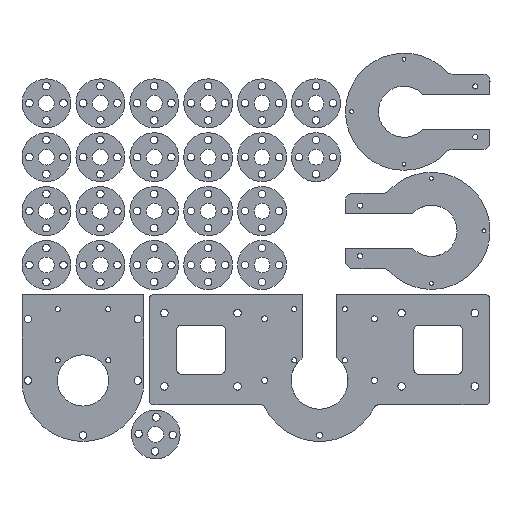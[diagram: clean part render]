
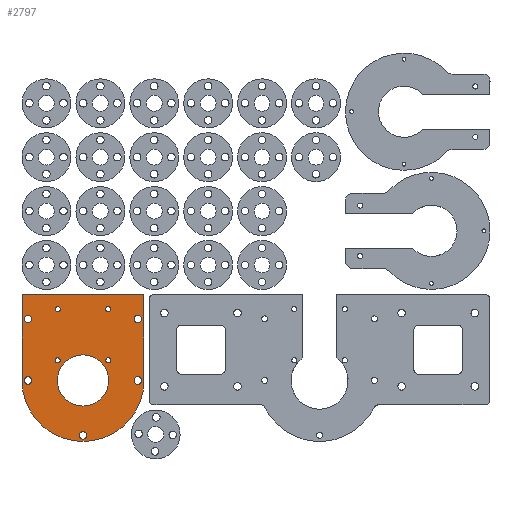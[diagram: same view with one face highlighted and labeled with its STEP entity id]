
A CAD part, front view. The second image highlights one B-rep face of the part: STEP entity #2797.
In plain terms, the highlighted planar face has unit normal (0, -1, 0).
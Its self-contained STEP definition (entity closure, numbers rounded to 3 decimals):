
#199=FACE_BOUND('',#569,.T.);
#200=FACE_BOUND('',#570,.T.);
#201=FACE_BOUND('',#571,.T.);
#202=FACE_BOUND('',#572,.T.);
#203=FACE_BOUND('',#573,.T.);
#204=FACE_BOUND('',#574,.T.);
#205=FACE_BOUND('',#575,.T.);
#206=FACE_BOUND('',#576,.T.);
#207=FACE_BOUND('',#577,.T.);
#208=FACE_BOUND('',#578,.T.);
#283=PLANE('',#3188);
#382=FACE_OUTER_BOUND('',#568,.T.);
#568=EDGE_LOOP('',(#2212,#2213,#2214,#2215));
#569=EDGE_LOOP('',(#2216));
#570=EDGE_LOOP('',(#2217));
#571=EDGE_LOOP('',(#2218));
#572=EDGE_LOOP('',(#2219));
#573=EDGE_LOOP('',(#2220));
#574=EDGE_LOOP('',(#2221));
#575=EDGE_LOOP('',(#2222));
#576=EDGE_LOOP('',(#2223));
#577=EDGE_LOOP('',(#2224));
#578=EDGE_LOOP('',(#2225));
#773=LINE('',#4619,#975);
#778=LINE('',#4633,#980);
#781=LINE('',#4638,#983);
#975=VECTOR('',#3771,10.);
#980=VECTOR('',#3784,10.);
#983=VECTOR('',#3789,10.);
#1159=CIRCLE('',#3137,1.55);
#1161=CIRCLE('',#3140,1.55);
#1163=CIRCLE('',#3143,1.55);
#1165=CIRCLE('',#3146,1.55);
#1167=CIRCLE('',#3149,1.55);
#1171=CIRCLE('',#3156,1.05);
#1175=CIRCLE('',#3163,1.05);
#1179=CIRCLE('',#3170,1.05);
#1183=CIRCLE('',#3177,1.05);
#1185=CIRCLE('',#3180,10.5);
#1186=CIRCLE('',#3183,25.);
#1351=VERTEX_POINT('',#4531);
#1353=VERTEX_POINT('',#4537);
#1355=VERTEX_POINT('',#4543);
#1357=VERTEX_POINT('',#4549);
#1359=VERTEX_POINT('',#4555);
#1363=VERTEX_POINT('',#4568);
#1367=VERTEX_POINT('',#4581);
#1371=VERTEX_POINT('',#4594);
#1375=VERTEX_POINT('',#4607);
#1377=VERTEX_POINT('',#4613);
#1378=VERTEX_POINT('',#4617);
#1379=VERTEX_POINT('',#4618);
#1382=VERTEX_POINT('',#4626);
#1384=VERTEX_POINT('',#4632);
#1637=EDGE_CURVE('',#1351,#1351,#1159,.T.);
#1640=EDGE_CURVE('',#1353,#1353,#1161,.T.);
#1643=EDGE_CURVE('',#1355,#1355,#1163,.T.);
#1646=EDGE_CURVE('',#1357,#1357,#1165,.T.);
#1649=EDGE_CURVE('',#1359,#1359,#1167,.T.);
#1655=EDGE_CURVE('',#1363,#1363,#1171,.T.);
#1661=EDGE_CURVE('',#1367,#1367,#1175,.T.);
#1667=EDGE_CURVE('',#1371,#1371,#1179,.T.);
#1673=EDGE_CURVE('',#1375,#1375,#1183,.T.);
#1676=EDGE_CURVE('',#1377,#1377,#1185,.T.);
#1677=EDGE_CURVE('',#1378,#1379,#773,.T.);
#1681=EDGE_CURVE('',#1382,#1378,#1186,.T.);
#1684=EDGE_CURVE('',#1384,#1382,#778,.T.);
#1687=EDGE_CURVE('',#1379,#1384,#781,.T.);
#2212=ORIENTED_EDGE('',*,*,#1687,.F.);
#2213=ORIENTED_EDGE('',*,*,#1677,.F.);
#2214=ORIENTED_EDGE('',*,*,#1681,.F.);
#2215=ORIENTED_EDGE('',*,*,#1684,.F.);
#2216=ORIENTED_EDGE('',*,*,#1637,.T.);
#2217=ORIENTED_EDGE('',*,*,#1640,.T.);
#2218=ORIENTED_EDGE('',*,*,#1643,.T.);
#2219=ORIENTED_EDGE('',*,*,#1646,.T.);
#2220=ORIENTED_EDGE('',*,*,#1649,.T.);
#2221=ORIENTED_EDGE('',*,*,#1655,.T.);
#2222=ORIENTED_EDGE('',*,*,#1661,.T.);
#2223=ORIENTED_EDGE('',*,*,#1667,.T.);
#2224=ORIENTED_EDGE('',*,*,#1673,.T.);
#2225=ORIENTED_EDGE('',*,*,#1676,.T.);
#2797=ADVANCED_FACE('',(#382,#199,#200,#201,#202,#203,#204,#205,#206,#207,
#208),#283,.F.);
#3137=AXIS2_PLACEMENT_3D('',#4533,#3668,#3669);
#3140=AXIS2_PLACEMENT_3D('',#4539,#3675,#3676);
#3143=AXIS2_PLACEMENT_3D('',#4545,#3682,#3683);
#3146=AXIS2_PLACEMENT_3D('',#4551,#3689,#3690);
#3149=AXIS2_PLACEMENT_3D('',#4557,#3696,#3697);
#3156=AXIS2_PLACEMENT_3D('',#4570,#3712,#3713);
#3163=AXIS2_PLACEMENT_3D('',#4583,#3728,#3729);
#3170=AXIS2_PLACEMENT_3D('',#4596,#3744,#3745);
#3177=AXIS2_PLACEMENT_3D('',#4609,#3760,#3761);
#3180=AXIS2_PLACEMENT_3D('',#4615,#3767,#3768);
#3183=AXIS2_PLACEMENT_3D('',#4627,#3777,#3778);
#3188=AXIS2_PLACEMENT_3D('',#4641,#3793,#3794);
#3668=DIRECTION('center_axis',(0.,1.,0.));
#3669=DIRECTION('ref_axis',(1.,0.,0.));
#3675=DIRECTION('center_axis',(0.,1.,0.));
#3676=DIRECTION('ref_axis',(1.,0.,0.));
#3682=DIRECTION('center_axis',(0.,1.,0.));
#3683=DIRECTION('ref_axis',(1.,0.,0.));
#3689=DIRECTION('center_axis',(0.,1.,0.));
#3690=DIRECTION('ref_axis',(1.,0.,0.));
#3696=DIRECTION('center_axis',(0.,1.,0.));
#3697=DIRECTION('ref_axis',(1.,0.,0.));
#3712=DIRECTION('center_axis',(0.,1.,0.));
#3713=DIRECTION('ref_axis',(1.,0.,0.));
#3728=DIRECTION('center_axis',(0.,1.,0.));
#3729=DIRECTION('ref_axis',(1.,0.,0.));
#3744=DIRECTION('center_axis',(0.,1.,0.));
#3745=DIRECTION('ref_axis',(1.,0.,0.));
#3760=DIRECTION('center_axis',(0.,1.,0.));
#3761=DIRECTION('ref_axis',(1.,0.,0.));
#3767=DIRECTION('center_axis',(0.,1.,0.));
#3768=DIRECTION('ref_axis',(1.,0.,0.));
#3771=DIRECTION('',(0.,0.,1.));
#3777=DIRECTION('center_axis',(0.,1.,0.));
#3778=DIRECTION('ref_axis',(-1.,0.,0.));
#3784=DIRECTION('',(0.,0.,-1.));
#3789=DIRECTION('',(1.,0.,0.));
#3793=DIRECTION('center_axis',(0.,1.,0.));
#3794=DIRECTION('ref_axis',(0.,0.,1.));
#4531=CARTESIAN_POINT('',(20.95,0.,12.615));
#4533=CARTESIAN_POINT('Origin',(22.5,0.,12.615));
#4537=CARTESIAN_POINT('',(20.95,0.,-12.615));
#4539=CARTESIAN_POINT('Origin',(22.5,0.,-12.615));
#4543=CARTESIAN_POINT('',(-24.05,0.,-12.615));
#4545=CARTESIAN_POINT('Origin',(-22.5,0.,-12.615));
#4549=CARTESIAN_POINT('',(-1.55,0.,-35.115));
#4551=CARTESIAN_POINT('Origin',(0.,0.,-35.115));
#4555=CARTESIAN_POINT('',(-24.05,0.,12.615));
#4557=CARTESIAN_POINT('Origin',(-22.5,0.,12.615));
#4568=CARTESIAN_POINT('',(9.315,0.,16.615));
#4570=CARTESIAN_POINT('Origin',(10.365,0.,16.615));
#4581=CARTESIAN_POINT('',(-11.415,0.,-4.385));
#4583=CARTESIAN_POINT('Origin',(-10.365,0.,-4.385));
#4594=CARTESIAN_POINT('',(9.315,0.,-4.385));
#4596=CARTESIAN_POINT('Origin',(10.365,0.,-4.385));
#4607=CARTESIAN_POINT('',(-11.415,0.,16.615));
#4609=CARTESIAN_POINT('Origin',(-10.365,0.,16.615));
#4613=CARTESIAN_POINT('',(-10.5,0.,-12.615));
#4615=CARTESIAN_POINT('Origin',(0.,0.,-12.615));
#4617=CARTESIAN_POINT('',(-25.,0.,-12.615));
#4618=CARTESIAN_POINT('',(-25.,0.,22.615));
#4619=CARTESIAN_POINT('',(-25.,0.,-12.615));
#4626=CARTESIAN_POINT('',(25.,0.,-12.615));
#4627=CARTESIAN_POINT('Origin',(0.,0.,-12.615));
#4632=CARTESIAN_POINT('',(25.,0.,22.615));
#4633=CARTESIAN_POINT('',(25.,0.,22.615));
#4638=CARTESIAN_POINT('',(-25.,0.,22.615));
#4641=CARTESIAN_POINT('Origin',(0.,0.,-7.5));
